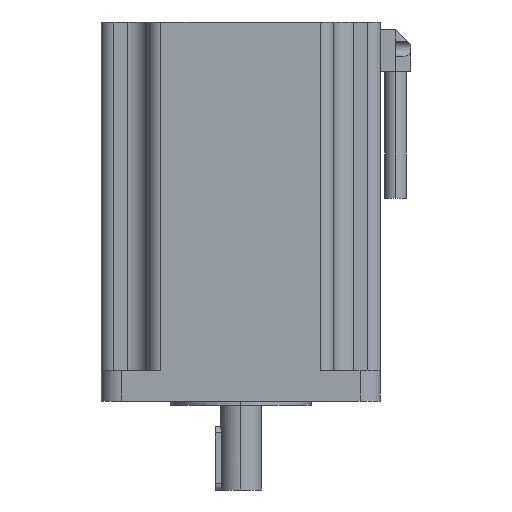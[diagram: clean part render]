
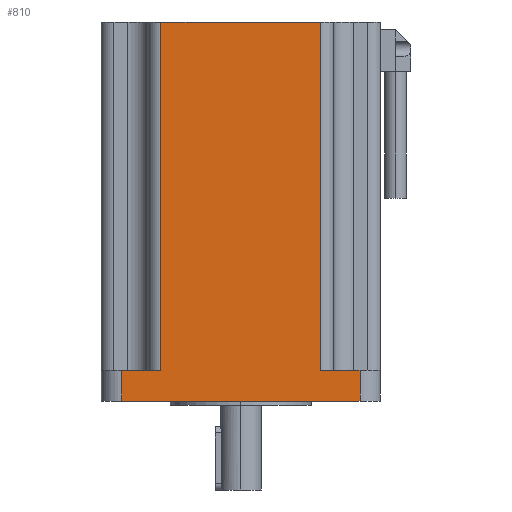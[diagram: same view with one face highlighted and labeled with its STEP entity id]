
A CAD part, left-side view. The second image highlights one B-rep face of the part: STEP entity #810.
In plain terms, the highlighted planar face has unit normal (-1, 0, 0).
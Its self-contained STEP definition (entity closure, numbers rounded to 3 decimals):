
#19 = VERTEX_POINT ( 'NONE', #91 ) ;
#52 = CARTESIAN_POINT ( 'NONE',  ( -55., 47., 0. ) ) ;
#74 = VERTEX_POINT ( 'NONE', #1617 ) ;
#91 = CARTESIAN_POINT ( 'NONE',  ( -55., -31.5, 149.5 ) ) ;
#108 = CARTESIAN_POINT ( 'NONE',  ( -55., 47., 149.5 ) ) ;
#118 = DIRECTION ( 'NONE',  ( 0., 0., -1. ) ) ;
#147 = VECTOR ( 'NONE', #318, 1000. ) ;
#172 = DIRECTION ( 'NONE',  ( 0., 0., 1. ) ) ;
#201 = LINE ( 'NONE', #1572, #147 ) ;
#235 = ORIENTED_EDGE ( 'NONE', *, *, #2346, .T. ) ;
#302 = DIRECTION ( 'NONE',  ( 0., 0., -1. ) ) ;
#306 = VERTEX_POINT ( 'NONE', #1769 ) ;
#318 = DIRECTION ( 'NONE',  ( 0., -1., 0. ) ) ;
#338 = LINE ( 'NONE', #833, #1432 ) ;
#456 = VERTEX_POINT ( 'NONE', #1479 ) ;
#494 = ORIENTED_EDGE ( 'NONE', *, *, #1843, .T. ) ;
#546 = LINE ( 'NONE', #108, #2562 ) ;
#592 = VERTEX_POINT ( 'NONE', #2567 ) ;
#654 = CARTESIAN_POINT ( 'NONE',  ( -55., 55., 149.5 ) ) ;
#727 = EDGE_CURVE ( 'NONE', #456, #1753, #838, .T. ) ;
#746 = VERTEX_POINT ( 'NONE', #52 ) ;
#752 = FACE_OUTER_BOUND ( 'NONE', #1613, .T. ) ;
#782 = VECTOR ( 'NONE', #2142, 1000. ) ;
#810 = ADVANCED_FACE ( 'NONE', ( #752 ), #1673, .F. ) ;
#833 = CARTESIAN_POINT ( 'NONE',  ( -55., -47., 149.5 ) ) ;
#838 = LINE ( 'NONE', #965, #1188 ) ;
#847 = EDGE_CURVE ( 'NONE', #902, #306, #201, .T. ) ;
#885 = VECTOR ( 'NONE', #1335, 1000. ) ;
#890 = VECTOR ( 'NONE', #172, 1000. ) ;
#902 = VERTEX_POINT ( 'NONE', #1112 ) ;
#965 = CARTESIAN_POINT ( 'NONE',  ( -55., 47., 12.2 ) ) ;
#1014 = EDGE_CURVE ( 'NONE', #592, #19, #1320, .T. ) ;
#1112 = CARTESIAN_POINT ( 'NONE',  ( -55., -31.5, 12.2 ) ) ;
#1188 = VECTOR ( 'NONE', #1353, 1000. ) ;
#1304 = EDGE_CURVE ( 'NONE', #592, #1753, #1531, .T. ) ;
#1320 = LINE ( 'NONE', #2167, #782 ) ;
#1331 = CARTESIAN_POINT ( 'NONE',  ( -55., 31.5, 149.5 ) ) ;
#1335 = DIRECTION ( 'NONE',  ( 0., -1., 0. ) ) ;
#1353 = DIRECTION ( 'NONE',  ( 0., -1., 0. ) ) ;
#1432 = VECTOR ( 'NONE', #2262, 1000. ) ;
#1453 = ORIENTED_EDGE ( 'NONE', *, *, #1014, .F. ) ;
#1464 = ORIENTED_EDGE ( 'NONE', *, *, #847, .F. ) ;
#1479 = CARTESIAN_POINT ( 'NONE',  ( -55., 47., 12.2 ) ) ;
#1484 = AXIS2_PLACEMENT_3D ( 'NONE', #654, #2396, #2045 ) ;
#1513 = CARTESIAN_POINT ( 'NONE',  ( -55., 31.5, 12.2 ) ) ;
#1531 = LINE ( 'NONE', #1331, #1664 ) ;
#1572 = CARTESIAN_POINT ( 'NONE',  ( -55., -36.5, 12.2 ) ) ;
#1610 = ORIENTED_EDGE ( 'NONE', *, *, #1811, .T. ) ;
#1613 = EDGE_LOOP ( 'NONE', ( #1453, #1757, #2520, #1610, #2238, #494, #1464, #235 ) ) ;
#1617 = CARTESIAN_POINT ( 'NONE',  ( -55., -47., 0. ) ) ;
#1664 = VECTOR ( 'NONE', #118, 1000. ) ;
#1673 = PLANE ( 'NONE',  #1484 ) ;
#1753 = VERTEX_POINT ( 'NONE', #1513 ) ;
#1757 = ORIENTED_EDGE ( 'NONE', *, *, #1304, .T. ) ;
#1769 = CARTESIAN_POINT ( 'NONE',  ( -55., -47., 12.2 ) ) ;
#1811 = EDGE_CURVE ( 'NONE', #456, #746, #546, .T. ) ;
#1843 = EDGE_CURVE ( 'NONE', #74, #306, #338, .T. ) ;
#2045 = DIRECTION ( 'NONE',  ( 0., 1., 0. ) ) ;
#2142 = DIRECTION ( 'NONE',  ( 0., -1., 0. ) ) ;
#2167 = CARTESIAN_POINT ( 'NONE',  ( -55., 55., 149.5 ) ) ;
#2183 = EDGE_CURVE ( 'NONE', #746, #74, #2488, .T. ) ;
#2238 = ORIENTED_EDGE ( 'NONE', *, *, #2183, .T. ) ;
#2262 = DIRECTION ( 'NONE',  ( 0., 0., 1. ) ) ;
#2346 = EDGE_CURVE ( 'NONE', #902, #19, #2491, .T. ) ;
#2396 = DIRECTION ( 'NONE',  ( 1., 0., 0. ) ) ;
#2488 = LINE ( 'NONE', #2539, #885 ) ;
#2491 = LINE ( 'NONE', #2608, #890 ) ;
#2520 = ORIENTED_EDGE ( 'NONE', *, *, #727, .F. ) ;
#2539 = CARTESIAN_POINT ( 'NONE',  ( -55., 55., 0. ) ) ;
#2562 = VECTOR ( 'NONE', #302, 1000. ) ;
#2567 = CARTESIAN_POINT ( 'NONE',  ( -55., 31.5, 149.5 ) ) ;
#2608 = CARTESIAN_POINT ( 'NONE',  ( -55., -31.5, 149.5 ) ) ;
